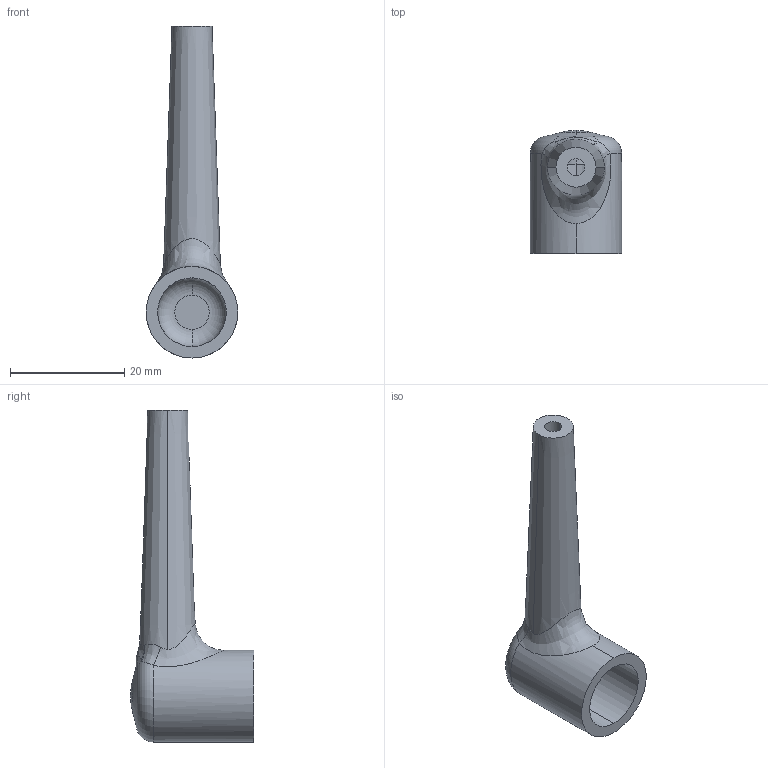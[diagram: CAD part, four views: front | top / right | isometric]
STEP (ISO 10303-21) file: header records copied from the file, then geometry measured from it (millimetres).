
FILE_DESCRIPTION (( 'STEP AP214' ), '1' );
FILE_NAME ('SLV37.step', '2015-09-21T11:30:32', ( '' ), ( '' ), 'SwSTEP 2.0', 'SolidWorks 2015', '' );
FILE_SCHEMA (( 'AUTOMOTIVE_DESIGN' ));
Length unit declared in the file: millimetre
Products named in the file (1): SLV37
Bounding box: 16 x 21.5 x 58 mm (x, y, z)
Volume: 3769.6 mm3; surface area: 3734.3 mm2
Topology: 1 solids, 1 shells, 30 faces, 72 edges, 42 vertices
Faces by surface type: bspline 7, torus 6, cone 6, plane 6, cylinder 5
Entity records: 2544 total; most frequent: CARTESIAN_POINT 1868, ORIENTED_EDGE 140, DIRECTION 128, EDGE_CURVE 70, AXIS2_PLACEMENT_3D 59, VERTEX_POINT 42, CIRCLE 35, EDGE_LOOP 32
